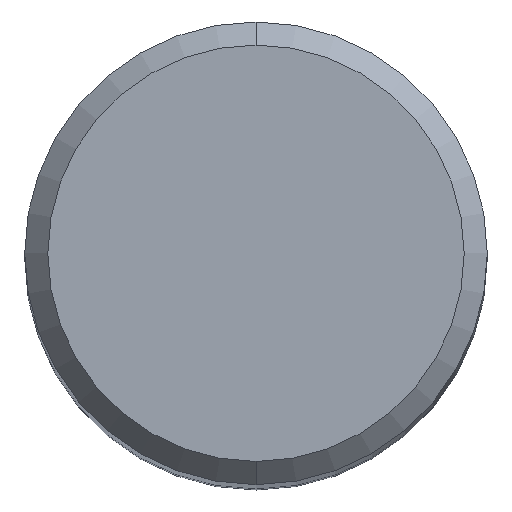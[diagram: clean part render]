
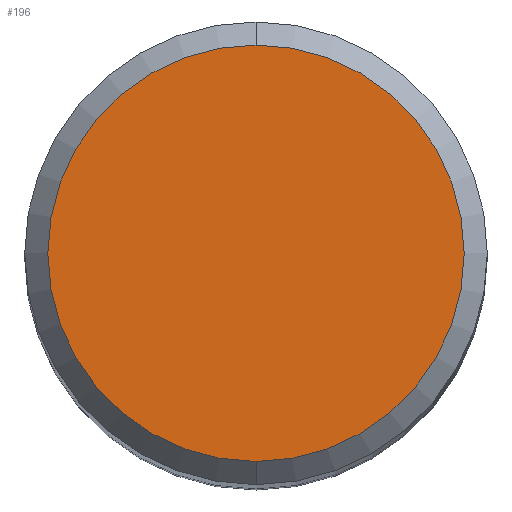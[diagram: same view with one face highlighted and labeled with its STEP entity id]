
A CAD part, top view. The second image highlights one B-rep face of the part: STEP entity #196.
In plain terms, the highlighted planar face has unit normal (0, 0, 1).
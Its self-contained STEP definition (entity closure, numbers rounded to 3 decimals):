
#158=EDGE_CURVE('',#318,#188,#424,.T.);
#188=VERTEX_POINT('',#455);
#196=ADVANCED_FACE('',(#464),#465,.T.);
#284=EDGE_CURVE('',#188,#318,#567,.T.);
#318=VERTEX_POINT('',#603);
#424=CIRCLE('',#707,4.5);
#455=CARTESIAN_POINT('',(0.,-4.5,0.0));
#464=FACE_OUTER_BOUND('',#814,.T.);
#465=PLANE('',#815);
#567=CIRCLE('',#1021,4.5);
#603=CARTESIAN_POINT('',(0.0,4.5,0.0));
#707=AXIS2_PLACEMENT_3D('',#1309,#1310,#1311);
#814=EDGE_LOOP('',(#1344,#1345));
#815=AXIS2_PLACEMENT_3D('',#1346,#1347,#1348);
#1021=AXIS2_PLACEMENT_3D('',#1504,#1505,#1506);
#1309=CARTESIAN_POINT('',(0.0,0.0,0.0));
#1310=DIRECTION('',(0.0,0.0,-1.0));
#1311=DIRECTION('',(0.0,1.0,0.0));
#1344=ORIENTED_EDGE('',*,*,#158,.F.);
#1345=ORIENTED_EDGE('',*,*,#284,.F.);
#1346=CARTESIAN_POINT('',(0.0,2.25,0.0));
#1347=DIRECTION('',(-0.0,0.0,1.0));
#1348=DIRECTION('',(0.0,-1.0,0.0));
#1504=CARTESIAN_POINT('',(0.0,0.0,0.0));
#1505=DIRECTION('',(0.0,0.0,-1.0));
#1506=DIRECTION('',(0.0,1.0,0.0));
